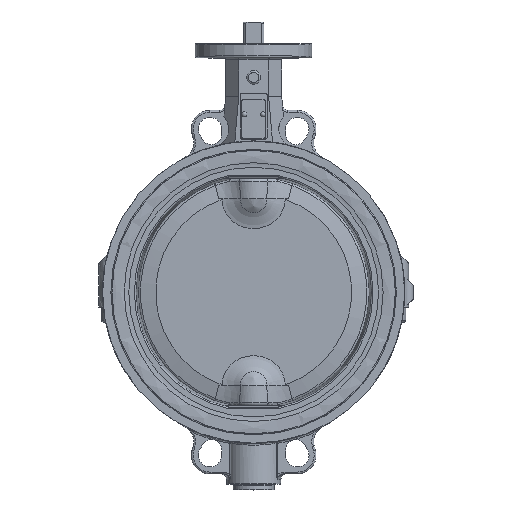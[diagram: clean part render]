
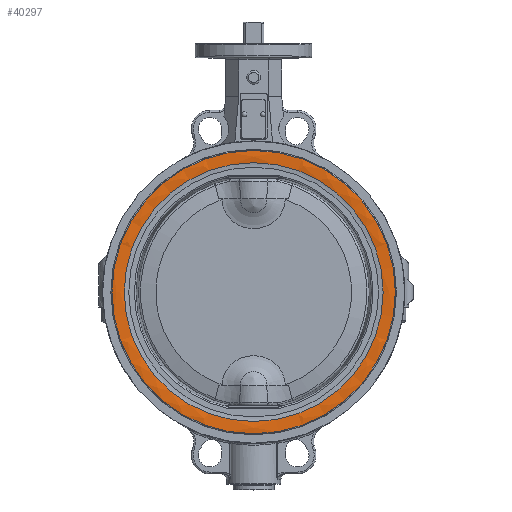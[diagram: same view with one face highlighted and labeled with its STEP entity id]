
A CAD part, top view. The second image highlights one B-rep face of the part: STEP entity #40297.
In plain terms, the highlighted free-form (B-spline) face has degree [2, 2] with [3, 9] control points.
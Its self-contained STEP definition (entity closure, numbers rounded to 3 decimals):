
#40236=CARTESIAN_POINT('',(-138.706,2.5,34.6));
#40237=VERTEX_POINT('',#40236);
#40238=CARTESIAN_POINT('',(0.,2.5,34.6));
#40239=DIRECTION('',(0.0,0.0,-1.0));
#40240=DIRECTION('',(-1.0,0.0,0.0));
#40241=AXIS2_PLACEMENT_3D('',#40238,#40239,#40240);
#40242=CIRCLE('',#40241,138.706);
#40243=EDGE_CURVE('',#40237,#40237,#40242,.T.);
#40248=CARTESIAN_POINT('',(0.,-150.794,34.6));
#40249=CARTESIAN_POINT('',(0.,-143.5,36.428));
#40250=CARTESIAN_POINT('',(0.,-136.206,34.6));
#40251=CARTESIAN_POINT('',(-153.294,-150.794,34.6));
#40252=CARTESIAN_POINT('',(-146.0,-143.5,36.428));
#40253=CARTESIAN_POINT('',(-138.706,-136.206,34.6));
#40254=CARTESIAN_POINT('',(-153.294,2.5,34.6));
#40255=CARTESIAN_POINT('',(-146.0,2.5,36.428));
#40256=CARTESIAN_POINT('',(-138.706,2.5,34.6));
#40257=CARTESIAN_POINT('',(-153.294,155.794,34.6));
#40258=CARTESIAN_POINT('',(-146.,148.5,36.428));
#40259=CARTESIAN_POINT('',(-138.706,141.206,34.6));
#40260=CARTESIAN_POINT('',(0.,155.794,34.6));
#40261=CARTESIAN_POINT('',(0.,148.5,36.428));
#40262=CARTESIAN_POINT('',(0.,141.206,34.6));
#40263=CARTESIAN_POINT('',(153.294,155.794,34.6));
#40264=CARTESIAN_POINT('',(146.0,148.5,36.428));
#40265=CARTESIAN_POINT('',(138.706,141.206,34.6));
#40266=CARTESIAN_POINT('',(153.294,2.5,34.6));
#40267=CARTESIAN_POINT('',(146.0,2.5,36.428));
#40268=CARTESIAN_POINT('',(138.706,2.5,34.6));
#40269=CARTESIAN_POINT('',(153.294,-150.794,34.6));
#40270=CARTESIAN_POINT('',(146.,-143.5,36.428));
#40271=CARTESIAN_POINT('',(138.706,-136.206,34.6));
#40272=CARTESIAN_POINT('',(0.,-150.794,34.6));
#40273=CARTESIAN_POINT('',(0.,-143.5,36.428));
#40274=CARTESIAN_POINT('',(0.,-136.206,34.6));
#40282=(BOUNDED_SURFACE()B_SPLINE_SURFACE(2,2,((#40248,#40251,#40254,#40257,#40260,#40263,#40266,#40269,#40272),(#40249,#40252,#40255,#40258,#40261,#40264,#40267,#40270,#40273),(#40250,#40253,#40256,#40259,#40262,#40265,#40268,#40271,#40274)),.UNSPECIFIED.,.F.,.T.,.U.)B_SPLINE_SURFACE_WITH_KNOTS((3,3),(3,2,2,2,3),(1.325,1.816),(0.0,1.571,3.142,4.712,6.283),.UNSPECIFIED.)GEOMETRIC_REPRESENTATION_ITEM()RATIONAL_B_SPLINE_SURFACE(((1.0,0.707,1.0,0.707,1.0,0.707,1.0,0.707,1.0),(0.97,0.686,0.97,0.686,0.97,0.686,0.97,0.686,0.97),(1.0,0.707,1.0,0.707,1.0,0.707,1.0,0.707,1.0)))REPRESENTATION_ITEM('')SURFACE());
#40283=ORIENTED_EDGE('',*,*,#40243,.T.);
#40284=EDGE_LOOP('',(#40283));
#40285=FACE_OUTER_BOUND('',#40284,.T.);
#40286=CARTESIAN_POINT('',(-151.845,2.5,34.925));
#40287=VERTEX_POINT('',#40286);
#40288=CARTESIAN_POINT('',(0.,2.5,34.925));
#40289=DIRECTION('',(0.0,0.0,-1.0));
#40290=DIRECTION('',(-1.0,0.0,0.0));
#40291=AXIS2_PLACEMENT_3D('',#40288,#40289,#40290);
#40292=CIRCLE('',#40291,151.845);
#40293=EDGE_CURVE('',#40287,#40287,#40292,.T.);
#40294=ORIENTED_EDGE('',*,*,#40293,.F.);
#40295=EDGE_LOOP('',(#40294));
#40296=FACE_BOUND('',#40295,.T.);
#40297=ADVANCED_FACE('',(#40285,#40296),#40282,.T.);
